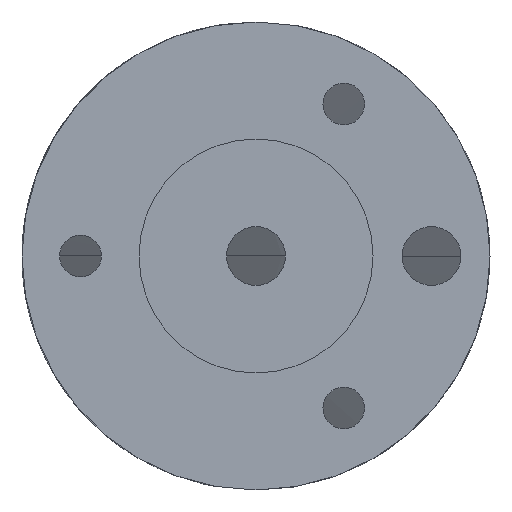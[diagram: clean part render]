
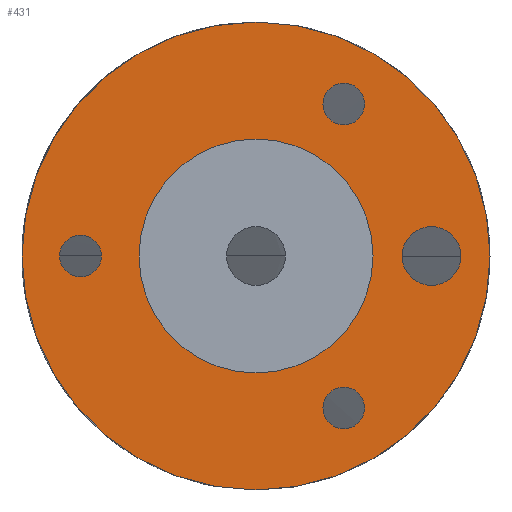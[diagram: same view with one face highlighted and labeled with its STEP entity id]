
A CAD part, front view. The second image highlights one B-rep face of the part: STEP entity #431.
In plain terms, the highlighted planar face has unit normal (0, -1, 0).
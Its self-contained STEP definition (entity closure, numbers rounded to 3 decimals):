
#3 = EDGE_CURVE ( 'NONE', #139, #134, #5891, .T. ) ;
#10 = VERTEX_POINT ( 'NONE', #5881 ) ;
#31 = EDGE_CURVE ( 'NONE', #10, #40, #6429, .T. ) ;
#32 = VERTEX_POINT ( 'NONE', #6445 ) ;
#33 = EDGE_CURVE ( 'NONE', #36, #32, #6443, .T. ) ;
#36 = VERTEX_POINT ( 'NONE', #6524 ) ;
#40 = VERTEX_POINT ( 'NONE', #6471 ) ;
#56 = EDGE_CURVE ( 'NONE', #64, #78, #6585, .T. ) ;
#64 = VERTEX_POINT ( 'NONE', #6604 ) ;
#78 = VERTEX_POINT ( 'NONE', #6783 ) ;
#134 = VERTEX_POINT ( 'NONE', #7014 ) ;
#139 = VERTEX_POINT ( 'NONE', #7001 ) ;
#175 = VERTEX_POINT ( 'NONE', #7316 ) ;
#176 = VERTEX_POINT ( 'NONE', #7239 ) ;
#177 = EDGE_CURVE ( 'NONE', #412, #379, #7178, .T. ) ;
#379 = VERTEX_POINT ( 'NONE', #1041 ) ;
#381 = EDGE_CURVE ( 'NONE', #176, #175, #1077, .T. ) ;
#412 = VERTEX_POINT ( 'NONE', #1237 ) ;
#418 = EDGE_LOOP ( 'NONE', ( #446, #430 ) ) ;
#426 = EDGE_CURVE ( 'NONE', #175, #176, #1072, .T. ) ;
#430 = ORIENTED_EDGE ( 'NONE', *, *, #874, .T. ) ;
#431 = ADVANCED_FACE ( 'NONE', ( #983, #1092, #1091, #1068, #984, #982 ), #1612, .F. ) ;
#432 = EDGE_LOOP ( 'NONE', ( #440, #437 ) ) ;
#433 = ORIENTED_EDGE ( 'NONE', *, *, #381, .T. ) ;
#434 = EDGE_LOOP ( 'NONE', ( #807, #438 ) ) ;
#435 = EDGE_CURVE ( 'NONE', #379, #412, #1512, .T. ) ;
#437 = ORIENTED_EDGE ( 'NONE', *, *, #3, .F. ) ;
#438 = ORIENTED_EDGE ( 'NONE', *, *, #177, .F. ) ;
#439 = ORIENTED_EDGE ( 'NONE', *, *, #617, .F. ) ;
#440 = ORIENTED_EDGE ( 'NONE', *, *, #781, .F. ) ;
#441 = EDGE_LOOP ( 'NONE', ( #439, #445 ) ) ;
#442 = ORIENTED_EDGE ( 'NONE', *, *, #745, .F. ) ;
#444 = EDGE_LOOP ( 'NONE', ( #442, #804 ) ) ;
#445 = ORIENTED_EDGE ( 'NONE', *, *, #31, .F. ) ;
#446 = ORIENTED_EDGE ( 'NONE', *, *, #56, .T. ) ;
#617 = EDGE_CURVE ( 'NONE', #40, #10, #2556, .T. ) ;
#621 = ORIENTED_EDGE ( 'NONE', *, *, #426, .T. ) ;
#745 = EDGE_CURVE ( 'NONE', #32, #36, #3267, .T. ) ;
#781 = EDGE_CURVE ( 'NONE', #134, #139, #3525, .T. ) ;
#804 = ORIENTED_EDGE ( 'NONE', *, *, #33, .F. ) ;
#807 = ORIENTED_EDGE ( 'NONE', *, *, #435, .F. ) ;
#808 = EDGE_LOOP ( 'NONE', ( #433, #621 ) ) ;
#874 = EDGE_CURVE ( 'NONE', #78, #64, #3907, .T. ) ;
#982 = FACE_BOUND ( 'NONE', #418, .T. ) ;
#983 = FACE_BOUND ( 'NONE', #808, .T. ) ;
#984 = FACE_BOUND ( 'NONE', #444, .T. ) ;
#985 = DIRECTION ( 'NONE',  ( 0., 0., 1. ) ) ;
#990 = DIRECTION ( 'NONE',  ( 0., 1., 0. ) ) ;
#991 = CARTESIAN_POINT ( 'NONE',  ( 9.525, 0., 0. ) ) ;
#1041 = CARTESIAN_POINT ( 'NONE',  ( 0., 0., -12.7 ) ) ;
#1068 = FACE_BOUND ( 'NONE', #441, .T. ) ;
#1072 = CIRCLE ( 'NONE', #1078, 1.594 ) ;
#1073 = DIRECTION ( 'NONE',  ( 0., 0., 1. ) ) ;
#1074 = DIRECTION ( 'NONE',  ( 0., 1., 0. ) ) ;
#1075 = CARTESIAN_POINT ( 'NONE',  ( 9.525, 0., 0. ) ) ;
#1076 = AXIS2_PLACEMENT_3D ( 'NONE', #1075, #1074, #1073 ) ;
#1077 = CIRCLE ( 'NONE', #1076, 1.594 ) ;
#1078 = AXIS2_PLACEMENT_3D ( 'NONE', #991, #990, #985 ) ;
#1091 = FACE_BOUND ( 'NONE', #432, .T. ) ;
#1092 = FACE_OUTER_BOUND ( 'NONE', #434, .T. ) ;
#1237 = CARTESIAN_POINT ( 'NONE',  ( 0., 0., 12.7 ) ) ;
#1421 = DIRECTION ( 'NONE',  ( 0., 0., 1. ) ) ;
#1422 = DIRECTION ( 'NONE',  ( 0., 1., 0. ) ) ;
#1423 = CARTESIAN_POINT ( 'NONE',  ( 0., 0., 0. ) ) ;
#1471 = DIRECTION ( 'NONE',  ( 0., 0., 1. ) ) ;
#1472 = DIRECTION ( 'NONE',  ( 0., 1., 0. ) ) ;
#1473 = CARTESIAN_POINT ( 'NONE',  ( 0., 0., 0. ) ) ;
#1474 = AXIS2_PLACEMENT_3D ( 'NONE', #1473, #1472, #1471 ) ;
#1512 = CIRCLE ( 'NONE', #1474, 12.7 ) ;
#1612 = PLANE ( 'NONE',  #1614 ) ;
#1614 = AXIS2_PLACEMENT_3D ( 'NONE', #1423, #1422, #1421 ) ;
#2509 = DIRECTION ( 'NONE',  ( 0., 0., -1. ) ) ;
#2510 = DIRECTION ( 'NONE',  ( 0., -1., 0. ) ) ;
#2511 = CARTESIAN_POINT ( 'NONE',  ( 4.763, 0., 8.249 ) ) ;
#2512 = AXIS2_PLACEMENT_3D ( 'NONE', #2511, #2510, #2509 ) ;
#2556 = CIRCLE ( 'NONE', #2512, 1.13 ) ;
#3218 = DIRECTION ( 'NONE',  ( 0., 0., -1. ) ) ;
#3220 = DIRECTION ( 'NONE',  ( 0., -1., 0. ) ) ;
#3246 = AXIS2_PLACEMENT_3D ( 'NONE', #3264, #3220, #3218 ) ;
#3264 = CARTESIAN_POINT ( 'NONE',  ( -9.525, 0., 0. ) ) ;
#3267 = CIRCLE ( 'NONE', #3246, 1.13 ) ;
#3525 = CIRCLE ( 'NONE', #3572, 1.13 ) ;
#3569 = DIRECTION ( 'NONE',  ( 0., 0., -1. ) ) ;
#3570 = DIRECTION ( 'NONE',  ( 0., -1., 0. ) ) ;
#3571 = CARTESIAN_POINT ( 'NONE',  ( 4.763, 0., -8.249 ) ) ;
#3572 = AXIS2_PLACEMENT_3D ( 'NONE', #3571, #3570, #3569 ) ;
#3727 = CARTESIAN_POINT ( 'NONE',  ( 0., 0., 0. ) ) ;
#3807 = AXIS2_PLACEMENT_3D ( 'NONE', #3727, #3916, #3915 ) ;
#3907 = CIRCLE ( 'NONE', #3807, 6.35 ) ;
#3915 = DIRECTION ( 'NONE',  ( 0., 0., 1. ) ) ;
#3916 = DIRECTION ( 'NONE',  ( 0., 1., 0. ) ) ;
#5877 = DIRECTION ( 'NONE',  ( 0., 0., -1. ) ) ;
#5878 = DIRECTION ( 'NONE',  ( 0., -1., 0. ) ) ;
#5879 = AXIS2_PLACEMENT_3D ( 'NONE', #5901, #5878, #5877 ) ;
#5881 = CARTESIAN_POINT ( 'NONE',  ( 4.763, 0., 9.379 ) ) ;
#5891 = CIRCLE ( 'NONE', #5879, 1.13 ) ;
#5901 = CARTESIAN_POINT ( 'NONE',  ( 4.763, 0., -8.249 ) ) ;
#6429 = CIRCLE ( 'NONE', #6527, 1.13 ) ;
#6443 = CIRCLE ( 'NONE', #6528, 1.13 ) ;
#6444 = CARTESIAN_POINT ( 'NONE',  ( 4.763, 0., 8.249 ) ) ;
#6445 = CARTESIAN_POINT ( 'NONE',  ( -9.525, 0., -1.13 ) ) ;
#6471 = CARTESIAN_POINT ( 'NONE',  ( 4.763, 0., 7.119 ) ) ;
#6521 = DIRECTION ( 'NONE',  ( 0., 0., -1. ) ) ;
#6522 = DIRECTION ( 'NONE',  ( 0., -1., 0. ) ) ;
#6524 = CARTESIAN_POINT ( 'NONE',  ( -9.525, 0., 1.13 ) ) ;
#6525 = DIRECTION ( 'NONE',  ( 0., 0., -1. ) ) ;
#6526 = DIRECTION ( 'NONE',  ( 0., -1., 0. ) ) ;
#6527 = AXIS2_PLACEMENT_3D ( 'NONE', #6444, #6526, #6525 ) ;
#6528 = AXIS2_PLACEMENT_3D ( 'NONE', #6529, #6522, #6521 ) ;
#6529 = CARTESIAN_POINT ( 'NONE',  ( -9.525, 0., 0. ) ) ;
#6585 = CIRCLE ( 'NONE', #6643, 6.35 ) ;
#6604 = CARTESIAN_POINT ( 'NONE',  ( 0., 0., -6.35 ) ) ;
#6639 = DIRECTION ( 'NONE',  ( 0., 0., 1. ) ) ;
#6640 = DIRECTION ( 'NONE',  ( 0., 1., 0. ) ) ;
#6641 = CARTESIAN_POINT ( 'NONE',  ( 0., 0., 0. ) ) ;
#6643 = AXIS2_PLACEMENT_3D ( 'NONE', #6641, #6640, #6639 ) ;
#6783 = CARTESIAN_POINT ( 'NONE',  ( 0., 0., 6.35 ) ) ;
#7001 = CARTESIAN_POINT ( 'NONE',  ( 4.763, 0., -7.119 ) ) ;
#7014 = CARTESIAN_POINT ( 'NONE',  ( 4.763, 0., -9.379 ) ) ;
#7178 = CIRCLE ( 'NONE', #7221, 12.7 ) ;
#7219 = DIRECTION ( 'NONE',  ( 0., 0., 1. ) ) ;
#7220 = DIRECTION ( 'NONE',  ( 0., 1., 0. ) ) ;
#7221 = AXIS2_PLACEMENT_3D ( 'NONE', #7240, #7220, #7219 ) ;
#7239 = CARTESIAN_POINT ( 'NONE',  ( 9.525, 0., -1.594 ) ) ;
#7240 = CARTESIAN_POINT ( 'NONE',  ( 0., 0., 0. ) ) ;
#7316 = CARTESIAN_POINT ( 'NONE',  ( 9.525, 0., 1.594 ) ) ;
